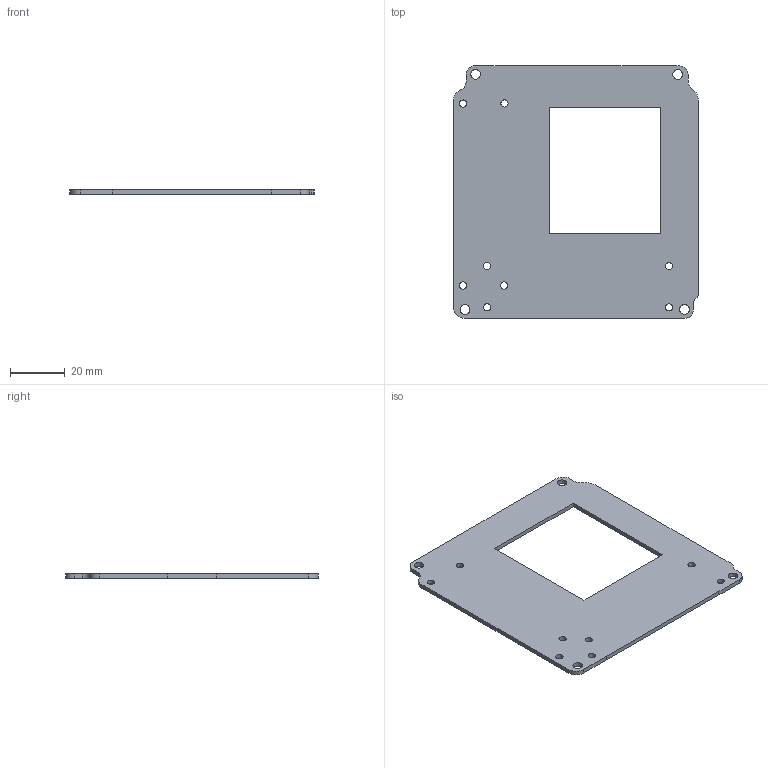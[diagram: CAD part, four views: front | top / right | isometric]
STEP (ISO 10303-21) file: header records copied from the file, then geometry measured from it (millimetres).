
FILE_DESCRIPTION(('KiCad electronic assembly'),'2;1');
FILE_NAME('coils.step','2024-11-06T22:35:55',('Pcbnew'),('Kicad'), 'Open CASCADE STEP processor 7.7','KiCad to STEP converter','Unknown' );
FILE_SCHEMA(('AUTOMOTIVE_DESIGN { 1 0 10303 214 1 1 1 1 }'));
Length unit declared in the file: millimetre
Products named in the file (2): coils 1; coils_PCB
Assembly tree (1 placements, depth 2):
  coils 1
    coils_PCB
Bounding box: 89.14 x 92.16 x 1.6 mm (x, y, z)
Volume: 9870 mm3; surface area: 13350.7 mm2
Topology: 1 solids, 1 shells, 57 faces, 165 edges, 110 vertices
Faces by surface type: plane 35, cylinder 22
Full cylindrical faces by diameter (mm): 2.618 x8, 3.471 x1, 3.511 x1, 3.532 x1, 3.559 x1
Entity records: 1972 total; most frequent: CARTESIAN_POINT 334, ORIENTED_EDGE 330, DIRECTION 327, EDGE_CURVE 165, LINE 121, VECTOR 121, VERTEX_POINT 110, AXIS2_PLACEMENT_3D 103
